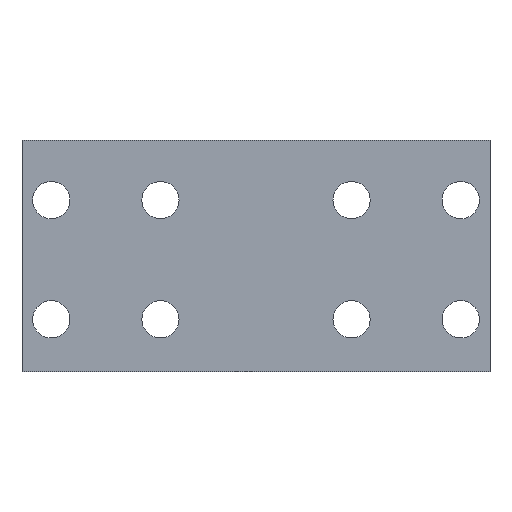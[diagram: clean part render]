
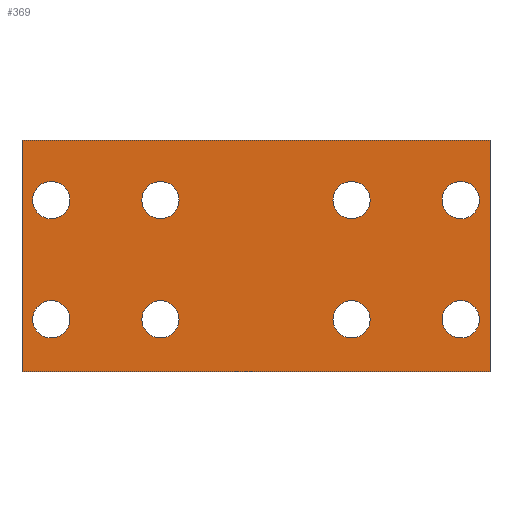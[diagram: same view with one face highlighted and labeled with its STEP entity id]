
A CAD part, front view. The second image highlights one B-rep face of the part: STEP entity #369.
In plain terms, the highlighted planar face has unit normal (0, -1, 0).
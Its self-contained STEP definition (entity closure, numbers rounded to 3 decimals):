
#30=FACE_BOUND('',#98,.T.);
#31=FACE_BOUND('',#99,.T.);
#32=FACE_BOUND('',#100,.T.);
#33=FACE_BOUND('',#101,.T.);
#34=FACE_BOUND('',#102,.T.);
#35=FACE_BOUND('',#103,.T.);
#36=FACE_BOUND('',#104,.T.);
#37=FACE_BOUND('',#105,.T.);
#46=PLANE('',#426);
#66=FACE_OUTER_BOUND('',#97,.T.);
#97=EDGE_LOOP('',(#327,#328,#329,#330));
#98=EDGE_LOOP('',(#331));
#99=EDGE_LOOP('',(#332));
#100=EDGE_LOOP('',(#333));
#101=EDGE_LOOP('',(#334));
#102=EDGE_LOOP('',(#335));
#103=EDGE_LOOP('',(#336));
#104=EDGE_LOOP('',(#337));
#105=EDGE_LOOP('',(#338));
#117=LINE('',#615,#140);
#121=LINE('',#623,#144);
#124=LINE('',#629,#147);
#127=LINE('',#634,#150);
#140=VECTOR('',#517,10.);
#144=VECTOR('',#523,10.);
#147=VECTOR('',#528,10.);
#150=VECTOR('',#533,10.);
#159=CIRCLE('',#399,5.);
#161=CIRCLE('',#402,5.);
#163=CIRCLE('',#405,5.);
#165=CIRCLE('',#408,5.);
#167=CIRCLE('',#411,5.);
#169=CIRCLE('',#414,5.);
#171=CIRCLE('',#417,5.);
#173=CIRCLE('',#420,5.);
#181=VERTEX_POINT('',#567);
#183=VERTEX_POINT('',#573);
#185=VERTEX_POINT('',#579);
#187=VERTEX_POINT('',#585);
#189=VERTEX_POINT('',#591);
#191=VERTEX_POINT('',#597);
#193=VERTEX_POINT('',#603);
#195=VERTEX_POINT('',#609);
#196=VERTEX_POINT('',#613);
#197=VERTEX_POINT('',#614);
#200=VERTEX_POINT('',#622);
#202=VERTEX_POINT('',#628);
#215=EDGE_CURVE('',#181,#181,#159,.T.);
#218=EDGE_CURVE('',#183,#183,#161,.T.);
#221=EDGE_CURVE('',#185,#185,#163,.T.);
#224=EDGE_CURVE('',#187,#187,#165,.T.);
#227=EDGE_CURVE('',#189,#189,#167,.T.);
#230=EDGE_CURVE('',#191,#191,#169,.T.);
#233=EDGE_CURVE('',#193,#193,#171,.T.);
#236=EDGE_CURVE('',#195,#195,#173,.T.);
#237=EDGE_CURVE('',#196,#197,#117,.T.);
#241=EDGE_CURVE('',#200,#197,#121,.T.);
#244=EDGE_CURVE('',#202,#200,#124,.T.);
#247=EDGE_CURVE('',#196,#202,#127,.T.);
#327=ORIENTED_EDGE('',*,*,#247,.F.);
#328=ORIENTED_EDGE('',*,*,#237,.T.);
#329=ORIENTED_EDGE('',*,*,#241,.F.);
#330=ORIENTED_EDGE('',*,*,#244,.F.);
#331=ORIENTED_EDGE('',*,*,#236,.F.);
#332=ORIENTED_EDGE('',*,*,#233,.F.);
#333=ORIENTED_EDGE('',*,*,#230,.F.);
#334=ORIENTED_EDGE('',*,*,#227,.F.);
#335=ORIENTED_EDGE('',*,*,#224,.F.);
#336=ORIENTED_EDGE('',*,*,#221,.F.);
#337=ORIENTED_EDGE('',*,*,#218,.F.);
#338=ORIENTED_EDGE('',*,*,#215,.F.);
#369=ADVANCED_FACE('',(#66,#30,#31,#32,#33,#34,#35,#36,#37),#46,.F.);
#399=AXIS2_PLACEMENT_3D('',#569,#464,#465);
#402=AXIS2_PLACEMENT_3D('',#575,#471,#472);
#405=AXIS2_PLACEMENT_3D('',#581,#478,#479);
#408=AXIS2_PLACEMENT_3D('',#587,#485,#486);
#411=AXIS2_PLACEMENT_3D('',#593,#492,#493);
#414=AXIS2_PLACEMENT_3D('',#599,#499,#500);
#417=AXIS2_PLACEMENT_3D('',#605,#506,#507);
#420=AXIS2_PLACEMENT_3D('',#611,#513,#514);
#426=AXIS2_PLACEMENT_3D('',#637,#537,#538);
#464=DIRECTION('center_axis',(0.,-1.,0.));
#465=DIRECTION('ref_axis',(-1.,0.,0.));
#471=DIRECTION('center_axis',(0.,-1.,0.));
#472=DIRECTION('ref_axis',(-1.,0.,0.));
#478=DIRECTION('center_axis',(0.,-1.,0.));
#479=DIRECTION('ref_axis',(-1.,0.,0.));
#485=DIRECTION('center_axis',(0.,-1.,0.));
#486=DIRECTION('ref_axis',(-1.,0.,0.));
#492=DIRECTION('center_axis',(0.,-1.,0.));
#493=DIRECTION('ref_axis',(-1.,0.,0.));
#499=DIRECTION('center_axis',(0.,-1.,0.));
#500=DIRECTION('ref_axis',(-1.,0.,0.));
#506=DIRECTION('center_axis',(0.,-1.,0.));
#507=DIRECTION('ref_axis',(-1.,0.,0.));
#513=DIRECTION('center_axis',(0.,-1.,0.));
#514=DIRECTION('ref_axis',(-1.,0.,0.));
#517=DIRECTION('',(1.,0.,0.));
#523=DIRECTION('',(0.,0.,-1.));
#528=DIRECTION('',(1.,0.,0.));
#533=DIRECTION('',(0.,0.,1.));
#537=DIRECTION('center_axis',(0.,1.,0.));
#538=DIRECTION('ref_axis',(-1.,0.,0.));
#567=CARTESIAN_POINT('',(100.256,33.,91.082));
#569=CARTESIAN_POINT('Origin',(95.256,33.,91.082));
#573=CARTESIAN_POINT('',(70.944,33.,91.082));
#575=CARTESIAN_POINT('Origin',(65.944,33.,91.082));
#579=CARTESIAN_POINT('',(70.944,33.,59.082));
#581=CARTESIAN_POINT('Origin',(65.944,33.,59.082));
#585=CARTESIAN_POINT('',(19.656,33.,91.082));
#587=CARTESIAN_POINT('Origin',(14.656,33.,91.082));
#591=CARTESIAN_POINT('',(100.256,33.,59.082));
#593=CARTESIAN_POINT('Origin',(95.256,33.,59.082));
#597=CARTESIAN_POINT('',(-9.656,33.,91.082));
#599=CARTESIAN_POINT('Origin',(-14.656,33.,91.082));
#603=CARTESIAN_POINT('',(-9.656,33.,59.082));
#605=CARTESIAN_POINT('Origin',(-14.656,33.,59.082));
#609=CARTESIAN_POINT('',(19.656,33.,59.082));
#611=CARTESIAN_POINT('Origin',(14.656,33.,59.082));
#613=CARTESIAN_POINT('',(-22.5,33.,45.082));
#614=CARTESIAN_POINT('',(103.1,33.,45.082));
#615=CARTESIAN_POINT('',(-528.5,33.,45.082));
#622=CARTESIAN_POINT('',(103.1,33.,107.082));
#623=CARTESIAN_POINT('',(103.1,33.,107.082));
#628=CARTESIAN_POINT('',(-22.5,33.,107.082));
#629=CARTESIAN_POINT('',(-22.5,33.,107.082));
#634=CARTESIAN_POINT('',(-22.5,33.,45.082));
#637=CARTESIAN_POINT('Origin',(40.3,33.,76.082));
